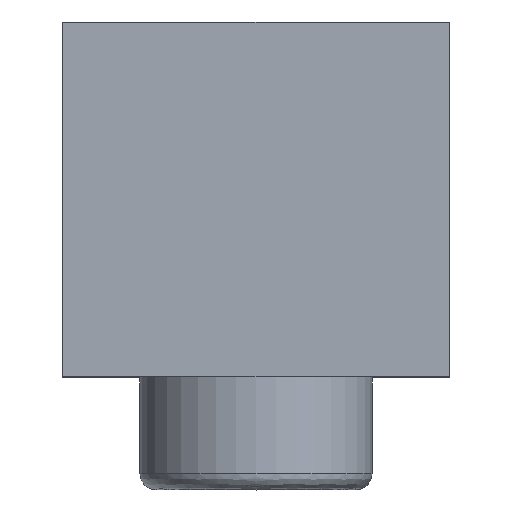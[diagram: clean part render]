
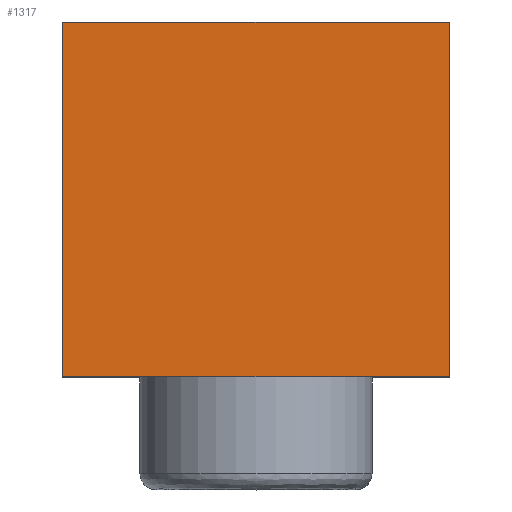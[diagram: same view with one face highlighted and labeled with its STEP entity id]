
A CAD part, top view. The second image highlights one B-rep face of the part: STEP entity #1317.
In plain terms, the highlighted planar face has unit normal (0, 0, 1).
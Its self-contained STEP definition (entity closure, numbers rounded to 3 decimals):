
#1317 = ADVANCED_FACE('',(#1318),#1332,.T.);
#1318 = FACE_BOUND('',#1319,.T.);
#1319 = EDGE_LOOP('',(#1320,#1355,#1383,#1411));
#1320 = ORIENTED_EDGE('',*,*,#1321,.T.);
#1321 = EDGE_CURVE('',#1322,#1324,#1326,.T.);
#1322 = VERTEX_POINT('',#1323);
#1323 = CARTESIAN_POINT('',(-6.,0.,10.));
#1324 = VERTEX_POINT('',#1325);
#1325 = CARTESIAN_POINT('',(6.,0.,10.));
#1326 = SURFACE_CURVE('',#1327,(#1331,#1343),.PCURVE_S1.);
#1327 = LINE('',#1328,#1329);
#1328 = CARTESIAN_POINT('',(-6.,0.,10.));
#1329 = VECTOR('',#1330,1.);
#1330 = DIRECTION('',(1.,0.,0.));
#1331 = PCURVE('',#1332,#1337);
#1332 = PLANE('',#1333);
#1333 = AXIS2_PLACEMENT_3D('',#1334,#1335,#1336);
#1334 = CARTESIAN_POINT('',(-6.,0.,10.));
#1335 = DIRECTION('',(0.,0.,1.));
#1336 = DIRECTION('',(0.,1.,0.));
#1337 = DEFINITIONAL_REPRESENTATION('',(#1338),#1342);
#1338 = LINE('',#1339,#1340);
#1339 = CARTESIAN_POINT('',(0.,0.));
#1340 = VECTOR('',#1341,1.);
#1341 = DIRECTION('',(0.,-1.));
#1342 = ( GEOMETRIC_REPRESENTATION_CONTEXT(2) 
PARAMETRIC_REPRESENTATION_CONTEXT() REPRESENTATION_CONTEXT('2D SPACE',''
  ) );
#1343 = PCURVE('',#1344,#1349);
#1344 = PLANE('',#1345);
#1345 = AXIS2_PLACEMENT_3D('',#1346,#1347,#1348);
#1346 = CARTESIAN_POINT('',(-6.,0.,2.));
#1347 = DIRECTION('',(0.,-1.,0.));
#1348 = DIRECTION('',(0.,0.,1.));
#1349 = DEFINITIONAL_REPRESENTATION('',(#1350),#1354);
#1350 = LINE('',#1351,#1352);
#1351 = CARTESIAN_POINT('',(8.,0.));
#1352 = VECTOR('',#1353,1.);
#1353 = DIRECTION('',(0.,-1.));
#1354 = ( GEOMETRIC_REPRESENTATION_CONTEXT(2) 
PARAMETRIC_REPRESENTATION_CONTEXT() REPRESENTATION_CONTEXT('2D SPACE',''
  ) );
#1355 = ORIENTED_EDGE('',*,*,#1356,.T.);
#1356 = EDGE_CURVE('',#1324,#1357,#1359,.T.);
#1357 = VERTEX_POINT('',#1358);
#1358 = CARTESIAN_POINT('',(6.,11.,10.));
#1359 = SURFACE_CURVE('',#1360,(#1364,#1371),.PCURVE_S1.);
#1360 = LINE('',#1361,#1362);
#1361 = CARTESIAN_POINT('',(6.,0.,10.));
#1362 = VECTOR('',#1363,1.);
#1363 = DIRECTION('',(0.,1.,0.));
#1364 = PCURVE('',#1332,#1365);
#1365 = DEFINITIONAL_REPRESENTATION('',(#1366),#1370);
#1366 = LINE('',#1367,#1368);
#1367 = CARTESIAN_POINT('',(0.,-12.));
#1368 = VECTOR('',#1369,1.);
#1369 = DIRECTION('',(1.,0.));
#1370 = ( GEOMETRIC_REPRESENTATION_CONTEXT(2) 
PARAMETRIC_REPRESENTATION_CONTEXT() REPRESENTATION_CONTEXT('2D SPACE',''
  ) );
#1371 = PCURVE('',#1372,#1377);
#1372 = PLANE('',#1373);
#1373 = AXIS2_PLACEMENT_3D('',#1374,#1375,#1376);
#1374 = CARTESIAN_POINT('',(6.,5.643,5.143));
#1375 = DIRECTION('',(-1.,0.,0.));
#1376 = DIRECTION('',(0.,-1.,0.));
#1377 = DEFINITIONAL_REPRESENTATION('',(#1378),#1382);
#1378 = LINE('',#1379,#1380);
#1379 = CARTESIAN_POINT('',(5.643,4.857));
#1380 = VECTOR('',#1381,1.);
#1381 = DIRECTION('',(-1.,0.));
#1382 = ( GEOMETRIC_REPRESENTATION_CONTEXT(2) 
PARAMETRIC_REPRESENTATION_CONTEXT() REPRESENTATION_CONTEXT('2D SPACE',''
  ) );
#1383 = ORIENTED_EDGE('',*,*,#1384,.F.);
#1384 = EDGE_CURVE('',#1385,#1357,#1387,.T.);
#1385 = VERTEX_POINT('',#1386);
#1386 = CARTESIAN_POINT('',(-6.,11.,10.));
#1387 = SURFACE_CURVE('',#1388,(#1392,#1399),.PCURVE_S1.);
#1388 = LINE('',#1389,#1390);
#1389 = CARTESIAN_POINT('',(-6.,11.,10.));
#1390 = VECTOR('',#1391,1.);
#1391 = DIRECTION('',(1.,0.,0.));
#1392 = PCURVE('',#1332,#1393);
#1393 = DEFINITIONAL_REPRESENTATION('',(#1394),#1398);
#1394 = LINE('',#1395,#1396);
#1395 = CARTESIAN_POINT('',(11.,0.));
#1396 = VECTOR('',#1397,1.);
#1397 = DIRECTION('',(0.,-1.));
#1398 = ( GEOMETRIC_REPRESENTATION_CONTEXT(2) 
PARAMETRIC_REPRESENTATION_CONTEXT() REPRESENTATION_CONTEXT('2D SPACE',''
  ) );
#1399 = PCURVE('',#1400,#1405);
#1400 = PLANE('',#1401);
#1401 = AXIS2_PLACEMENT_3D('',#1402,#1403,#1404);
#1402 = CARTESIAN_POINT('',(-6.,11.,10.));
#1403 = DIRECTION('',(0.,1.,0.));
#1404 = DIRECTION('',(0.,0.,-1.));
#1405 = DEFINITIONAL_REPRESENTATION('',(#1406),#1410);
#1406 = LINE('',#1407,#1408);
#1407 = CARTESIAN_POINT('',(0.,0.));
#1408 = VECTOR('',#1409,1.);
#1409 = DIRECTION('',(0.,-1.));
#1410 = ( GEOMETRIC_REPRESENTATION_CONTEXT(2) 
PARAMETRIC_REPRESENTATION_CONTEXT() REPRESENTATION_CONTEXT('2D SPACE',''
  ) );
#1411 = ORIENTED_EDGE('',*,*,#1412,.F.);
#1412 = EDGE_CURVE('',#1322,#1385,#1413,.T.);
#1413 = SURFACE_CURVE('',#1414,(#1418,#1425),.PCURVE_S1.);
#1414 = LINE('',#1415,#1416);
#1415 = CARTESIAN_POINT('',(-6.,0.,10.));
#1416 = VECTOR('',#1417,1.);
#1417 = DIRECTION('',(0.,1.,0.));
#1418 = PCURVE('',#1332,#1419);
#1419 = DEFINITIONAL_REPRESENTATION('',(#1420),#1424);
#1420 = LINE('',#1421,#1422);
#1421 = CARTESIAN_POINT('',(0.,0.));
#1422 = VECTOR('',#1423,1.);
#1423 = DIRECTION('',(1.,0.));
#1424 = ( GEOMETRIC_REPRESENTATION_CONTEXT(2) 
PARAMETRIC_REPRESENTATION_CONTEXT() REPRESENTATION_CONTEXT('2D SPACE',''
  ) );
#1425 = PCURVE('',#1426,#1431);
#1426 = PLANE('',#1427);
#1427 = AXIS2_PLACEMENT_3D('',#1428,#1429,#1430);
#1428 = CARTESIAN_POINT('',(-6.,5.643,5.143));
#1429 = DIRECTION('',(-1.,0.,0.));
#1430 = DIRECTION('',(0.,-1.,0.));
#1431 = DEFINITIONAL_REPRESENTATION('',(#1432),#1436);
#1432 = LINE('',#1433,#1434);
#1433 = CARTESIAN_POINT('',(5.643,4.857));
#1434 = VECTOR('',#1435,1.);
#1435 = DIRECTION('',(-1.,0.));
#1436 = ( GEOMETRIC_REPRESENTATION_CONTEXT(2) 
PARAMETRIC_REPRESENTATION_CONTEXT() REPRESENTATION_CONTEXT('2D SPACE',''
  ) );
